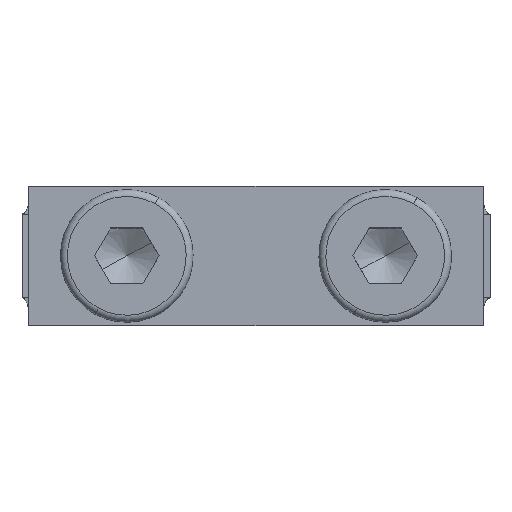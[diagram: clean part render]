
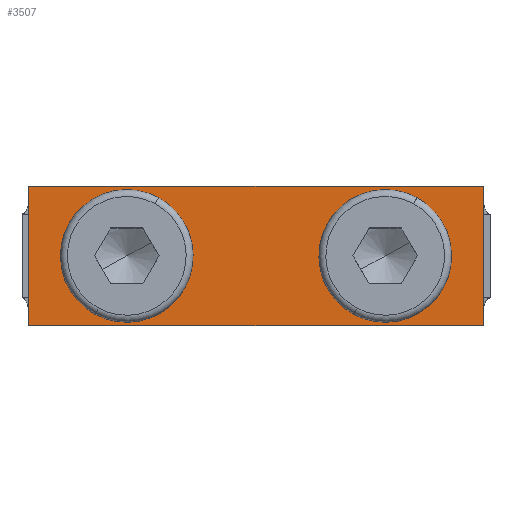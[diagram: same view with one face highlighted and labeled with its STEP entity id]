
A CAD part, top view. The second image highlights one B-rep face of the part: STEP entity #3507.
In plain terms, the highlighted planar face has unit normal (0, 0, 1).
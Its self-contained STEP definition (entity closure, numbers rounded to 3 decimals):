
#3343=AXIS2_PLACEMENT_3D('Circle Axis2P3D',#3341,#3342,$) ;
#3436=AXIS2_PLACEMENT_3D('Circle Axis2P3D',#3434,#3435,$) ;
#3449=AXIS2_PLACEMENT_3D('Plane Axis2P3D',#3446,#3447,#3448) ;
#3487=AXIS2_PLACEMENT_3D('Circle Axis2P3D',#3485,#3486,$) ;
#3496=AXIS2_PLACEMENT_3D('Circle Axis2P3D',#3494,#3495,$) ;
#3336=CARTESIAN_POINT('Vertex',(28.721,6.486,23.)) ;
#3341=CARTESIAN_POINT('Axis2P3D Location',(26.,5.,23.)) ;
#3345=CARTESIAN_POINT('Vertex',(23.279,3.514,23.)) ;
#3434=CARTESIAN_POINT('Axis2P3D Location',(26.,5.,23.)) ;
#3446=CARTESIAN_POINT('Axis2P3D Location',(33.,5.,23.)) ;
#3451=CARTESIAN_POINT('Line Origine',(33.,5.,23.)) ;
#3455=CARTESIAN_POINT('Vertex',(33.,10.,23.)) ;
#3457=CARTESIAN_POINT('Vertex',(33.,0.,23.)) ;
#3460=CARTESIAN_POINT('Line Origine',(16.75,10.,23.)) ;
#3464=CARTESIAN_POINT('Vertex',(0.5,10.,23.)) ;
#3467=CARTESIAN_POINT('Line Origine',(0.5,5.,23.)) ;
#3471=CARTESIAN_POINT('Vertex',(0.5,0.,23.)) ;
#3474=CARTESIAN_POINT('Line Origine',(16.75,0.,23.)) ;
#3485=CARTESIAN_POINT('Axis2P3D Location',(7.5,5.,23.)) ;
#3489=CARTESIAN_POINT('Vertex',(10.221,6.486,23.)) ;
#3491=CARTESIAN_POINT('Vertex',(4.779,3.514,23.)) ;
#3494=CARTESIAN_POINT('Axis2P3D Location',(7.5,5.,23.)) ;
#3342=DIRECTION('Axis2P3D Direction',(0.,0.,1.)) ;
#3435=DIRECTION('Axis2P3D Direction',(0.,0.,1.)) ;
#3447=DIRECTION('Axis2P3D Direction',(0.,0.,1.)) ;
#3448=DIRECTION('Axis2P3D XDirection',(-1.,0.,0.)) ;
#3452=DIRECTION('Vector Direction',(0.,-1.,0.)) ;
#3461=DIRECTION('Vector Direction',(-1.,0.,0.)) ;
#3468=DIRECTION('Vector Direction',(0.,-1.,0.)) ;
#3475=DIRECTION('Vector Direction',(-1.,0.,0.)) ;
#3486=DIRECTION('Axis2P3D Direction',(0.,0.,1.)) ;
#3495=DIRECTION('Axis2P3D Direction',(0.,0.,1.)) ;
#3453=VECTOR('Line Direction',#3452,1.) ;
#3462=VECTOR('Line Direction',#3461,1.) ;
#3469=VECTOR('Line Direction',#3468,1.) ;
#3476=VECTOR('Line Direction',#3475,1.) ;
#3480=ORIENTED_EDGE('',*,*,#3459,.F.) ;
#3481=ORIENTED_EDGE('',*,*,#3466,.T.) ;
#3482=ORIENTED_EDGE('',*,*,#3473,.T.) ;
#3483=ORIENTED_EDGE('',*,*,#3478,.F.) ;
#3500=ORIENTED_EDGE('',*,*,#3493,.F.) ;
#3501=ORIENTED_EDGE('',*,*,#3498,.F.) ;
#3504=ORIENTED_EDGE('',*,*,#3438,.F.) ;
#3505=ORIENTED_EDGE('',*,*,#3347,.F.) ;
#3502=FACE_BOUND('',#3499,.T.) ;
#3506=FACE_BOUND('',#3503,.T.) ;
#3507=ADVANCED_FACE('QL',(#3484,#3502,#3506),#3450,.T.) ;
#3344=CIRCLE('generated circle',#3343,3.1) ;
#3437=CIRCLE('generated circle',#3436,3.1) ;
#3488=CIRCLE('generated circle',#3487,3.1) ;
#3497=CIRCLE('generated circle',#3496,3.1) ;
#3347=EDGE_CURVE('',#3337,#3346,#3344,.T.) ;
#3438=EDGE_CURVE('',#3346,#3337,#3437,.T.) ;
#3459=EDGE_CURVE('',#3456,#3458,#3454,.T.) ;
#3466=EDGE_CURVE('',#3456,#3465,#3463,.T.) ;
#3473=EDGE_CURVE('',#3465,#3472,#3470,.T.) ;
#3478=EDGE_CURVE('',#3458,#3472,#3477,.T.) ;
#3493=EDGE_CURVE('',#3490,#3492,#3488,.T.) ;
#3498=EDGE_CURVE('',#3492,#3490,#3497,.T.) ;
#3479=EDGE_LOOP('',(#3480,#3481,#3482,#3483)) ;
#3499=EDGE_LOOP('',(#3500,#3501)) ;
#3503=EDGE_LOOP('',(#3504,#3505)) ;
#3484=FACE_OUTER_BOUND('',#3479,.T.) ;
#3454=LINE('Line',#3451,#3453) ;
#3463=LINE('Line',#3460,#3462) ;
#3470=LINE('Line',#3467,#3469) ;
#3477=LINE('Line',#3474,#3476) ;
#3450=PLANE('',#3449) ;
#3337=VERTEX_POINT('',#3336) ;
#3346=VERTEX_POINT('',#3345) ;
#3456=VERTEX_POINT('',#3455) ;
#3458=VERTEX_POINT('',#3457) ;
#3465=VERTEX_POINT('',#3464) ;
#3472=VERTEX_POINT('',#3471) ;
#3490=VERTEX_POINT('',#3489) ;
#3492=VERTEX_POINT('',#3491) ;
